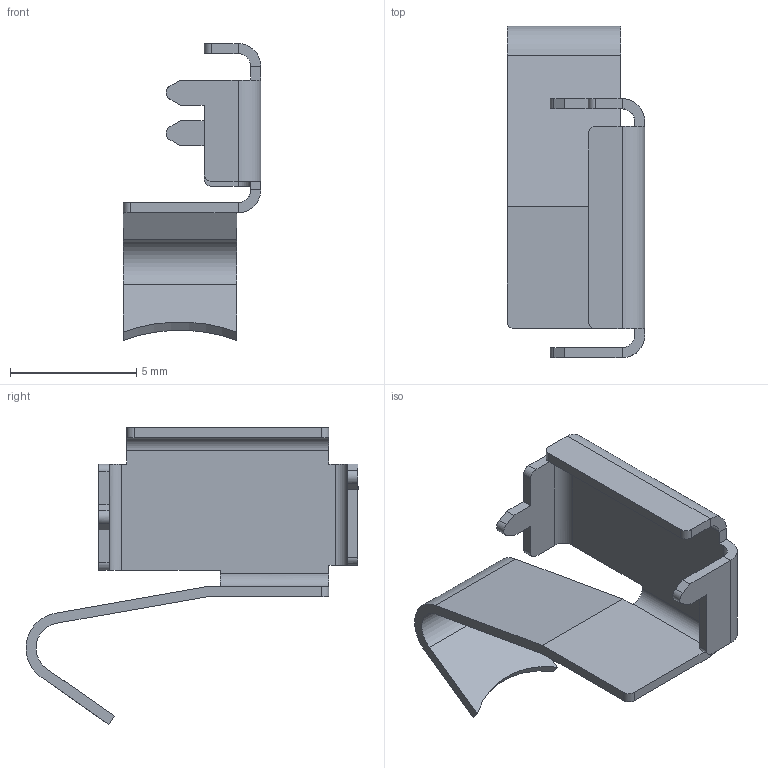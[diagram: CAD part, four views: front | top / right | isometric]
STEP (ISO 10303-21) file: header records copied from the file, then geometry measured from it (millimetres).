
FILE_DESCRIPTION(('CATIA V5R24 STEP','CAx-IF Rec.Pracs.--- Model Styling and Organization---1.2---2011-12-15'),'2;1');
FILE_NAME ('12063228_2', '2017-10-20T10:45:42+00:00', ('Weidmueller Interface'), ('Weidmueller'), 'CATIA Version 5-6 Release 2014 SP4', 'CATIA V5 STEP AP214', 'none');
FILE_SCHEMA(('AUTOMOTIVE_DESIGN { 1 0 10303 214 1 1 1 1 }'));
Length unit declared in the file: millimetre
Products named in the file (1): 1189370000
Bounding box: 5.45 x 13.14 x 11.74 mm (x, y, z)
Volume: 64.7 mm3; surface area: 356.4 mm2
Topology: 1 solids, 1 shells, 68 faces, 187 edges, 121 vertices
Faces by surface type: plane 47, cylinder 20, bspline 1
Entity records: 2160 total; most frequent: CARTESIAN_POINT 418, ORIENTED_EDGE 374, DIRECTION 282, EDGE_CURVE 187, VECTOR 133, LINE 133, VERTEX_POINT 121, AXIS2_PLACEMENT_3D 96
